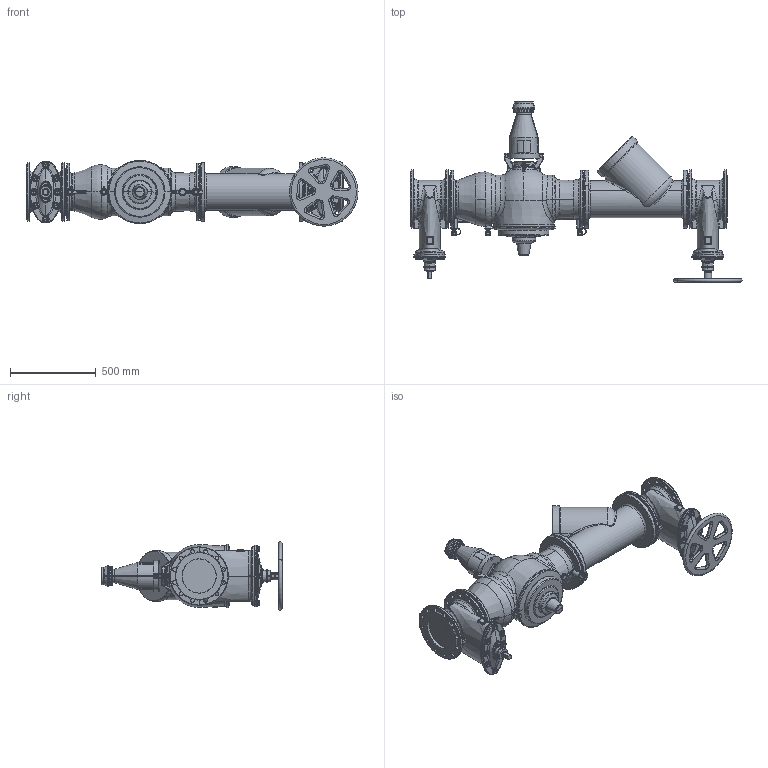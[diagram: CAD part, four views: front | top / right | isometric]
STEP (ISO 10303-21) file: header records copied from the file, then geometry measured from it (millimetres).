
FILE_DESCRIPTION(('CATIA V5 STEP Exchange'),'2;1');
FILE_NAME('STEP_570200_-_TST.stp','2019-02-05T14:54:37+00:00',('none'),('none'),'CATIA Version 5-6 Release 2016 SP4','CATIA V5 STEP AP203','none');
FILE_SCHEMA(('CONFIG_CONTROL_DESIGN'));
Products named in the file (1): 570200 - TST
Bounding box: 1939.94 x 1052.5 x 399.89 mm (x, y, z)
Volume: 146169171 mm3; surface area: 4008576.9 mm2
Topology: 1 solids, 5 shells, 2950 faces, 9079 edges, 6122 vertices
Faces by surface type: bspline 1031, cylinder 821, plane 477, torus 368, cone 245, sphere 8
Entity records: 169610 total; most frequent: CARTESIAN_POINT 105120, ORIENTED_EDGE 18090, EDGE_CURVE 9045, DIRECTION 7406, VERTEX_POINT 6122, AXIS2_PLACEMENT_3D 3850, B_SPLINE_CURVE_WITH_KNOTS 3569, EDGE_LOOP 3089
